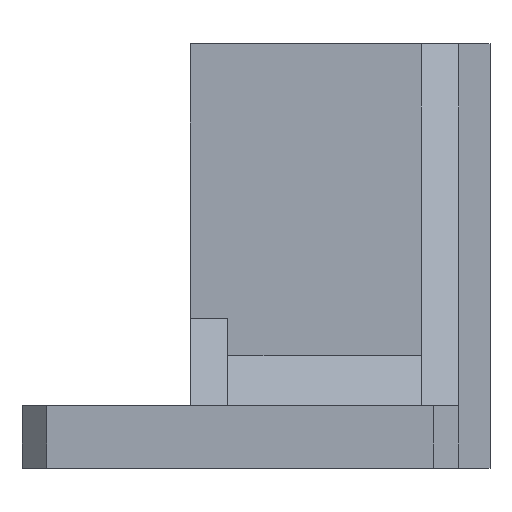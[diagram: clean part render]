
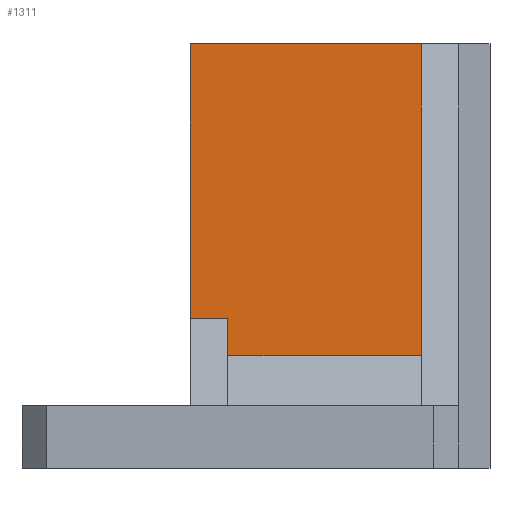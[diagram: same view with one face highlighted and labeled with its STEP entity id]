
A CAD part, front view. The second image highlights one B-rep face of the part: STEP entity #1311.
In plain terms, the highlighted planar face has unit normal (0, -1, 0).
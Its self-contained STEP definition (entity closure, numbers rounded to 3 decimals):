
#44 = PLANE('',#45);
#45 = AXIS2_PLACEMENT_3D('',#46,#47,#48);
#46 = CARTESIAN_POINT('',(14.5,-33.,5.));
#47 = DIRECTION('',(-1.,0.,0.));
#48 = DIRECTION('',(0.,0.,-1.));
#296 = PLANE('',#297);
#297 = AXIS2_PLACEMENT_3D('',#298,#299,#300);
#298 = CARTESIAN_POINT('',(-4.,-4.,5.));
#299 = DIRECTION('',(1.,0.,0.));
#300 = DIRECTION('',(0.,0.,1.));
#324 = PLANE('',#325);
#325 = AXIS2_PLACEMENT_3D('',#326,#327,#328);
#326 = CARTESIAN_POINT('',(-4.,-4.,12.));
#327 = DIRECTION('',(0.,0.707,-0.707));
#328 = DIRECTION('',(0.,-0.707,-0.707));
#352 = PLANE('',#353);
#353 = AXIS2_PLACEMENT_3D('',#354,#355,#356);
#354 = CARTESIAN_POINT('',(-1.,-4.,5.));
#355 = DIRECTION('',(1.,0.,0.));
#356 = DIRECTION('',(0.,0.,1.));
#378 = PLANE('',#379);
#379 = AXIS2_PLACEMENT_3D('',#380,#381,#382);
#380 = CARTESIAN_POINT('',(14.5,-6.,7.));
#381 = DIRECTION('',(0.,0.707,-0.707)
  );
#382 = DIRECTION('',(-1.,0.,0.));
#519 = VERTEX_POINT('',#520);
#520 = CARTESIAN_POINT('',(14.5,-4.,34.));
#541 = EDGE_CURVE('',#542,#519,#544,.T.);
#542 = VERTEX_POINT('',#543);
#543 = CARTESIAN_POINT('',(14.5,-4.,9.));
#544 = SURFACE_CURVE('',#545,(#549,#556),.PCURVE_S1.);
#545 = LINE('',#546,#547);
#546 = CARTESIAN_POINT('',(14.5,-4.,5.));
#547 = VECTOR('',#548,1.);
#548 = DIRECTION('',(0.,0.,1.));
#549 = PCURVE('',#44,#550);
#550 = DEFINITIONAL_REPRESENTATION('',(#551),#555);
#551 = LINE('',#552,#553);
#552 = CARTESIAN_POINT('',(0.,-29.));
#553 = VECTOR('',#554,1.);
#554 = DIRECTION('',(-1.,-0.));
#555 = ( GEOMETRIC_REPRESENTATION_CONTEXT(2) 
PARAMETRIC_REPRESENTATION_CONTEXT() REPRESENTATION_CONTEXT('2D SPACE',''
  ) );
#556 = PCURVE('',#557,#562);
#557 = PLANE('',#558);
#558 = AXIS2_PLACEMENT_3D('',#559,#560,#561);
#559 = CARTESIAN_POINT('',(0.,-4.,0.));
#560 = DIRECTION('',(0.,1.,0.));
#561 = DIRECTION('',(0.,0.,1.));
#562 = DEFINITIONAL_REPRESENTATION('',(#563),#567);
#563 = LINE('',#564,#565);
#564 = CARTESIAN_POINT('',(5.,14.5));
#565 = VECTOR('',#566,1.);
#566 = DIRECTION('',(1.,0.));
#567 = ( GEOMETRIC_REPRESENTATION_CONTEXT(2) 
PARAMETRIC_REPRESENTATION_CONTEXT() REPRESENTATION_CONTEXT('2D SPACE',''
  ) );
#596 = VERTEX_POINT('',#597);
#597 = CARTESIAN_POINT('',(-1.,-4.,9.));
#618 = EDGE_CURVE('',#542,#596,#619,.T.);
#619 = SURFACE_CURVE('',#620,(#624,#631),.PCURVE_S1.);
#620 = LINE('',#621,#622);
#621 = CARTESIAN_POINT('',(14.5,-4.,9.));
#622 = VECTOR('',#623,1.);
#623 = DIRECTION('',(-1.,0.,0.));
#624 = PCURVE('',#378,#625);
#625 = DEFINITIONAL_REPRESENTATION('',(#626),#630);
#626 = LINE('',#627,#628);
#627 = CARTESIAN_POINT('',(0.,2.828));
#628 = VECTOR('',#629,1.);
#629 = DIRECTION('',(1.,0.));
#630 = ( GEOMETRIC_REPRESENTATION_CONTEXT(2) 
PARAMETRIC_REPRESENTATION_CONTEXT() REPRESENTATION_CONTEXT('2D SPACE',''
  ) );
#631 = PCURVE('',#557,#632);
#632 = DEFINITIONAL_REPRESENTATION('',(#633),#637);
#633 = LINE('',#634,#635);
#634 = CARTESIAN_POINT('',(9.,14.5));
#635 = VECTOR('',#636,1.);
#636 = DIRECTION('',(0.,-1.));
#637 = ( GEOMETRIC_REPRESENTATION_CONTEXT(2) 
PARAMETRIC_REPRESENTATION_CONTEXT() REPRESENTATION_CONTEXT('2D SPACE',''
  ) );
#658 = PLANE('',#659);
#659 = AXIS2_PLACEMENT_3D('',#660,#661,#662);
#660 = CARTESIAN_POINT('',(-4.,-4.,34.));
#661 = DIRECTION('',(0.,0.,1.));
#662 = DIRECTION('',(1.,0.,0.));
#698 = EDGE_CURVE('',#699,#596,#701,.T.);
#699 = VERTEX_POINT('',#700);
#700 = CARTESIAN_POINT('',(-1.,-4.,12.));
#701 = SURFACE_CURVE('',#702,(#706,#713),.PCURVE_S1.);
#702 = LINE('',#703,#704);
#703 = CARTESIAN_POINT('',(-1.,-4.,12.));
#704 = VECTOR('',#705,1.);
#705 = DIRECTION('',(0.,0.,-1.));
#706 = PCURVE('',#352,#707);
#707 = DEFINITIONAL_REPRESENTATION('',(#708),#712);
#708 = LINE('',#709,#710);
#709 = CARTESIAN_POINT('',(7.,0.));
#710 = VECTOR('',#711,1.);
#711 = DIRECTION('',(-1.,0.));
#712 = ( GEOMETRIC_REPRESENTATION_CONTEXT(2) 
PARAMETRIC_REPRESENTATION_CONTEXT() REPRESENTATION_CONTEXT('2D SPACE',''
  ) );
#713 = PCURVE('',#557,#714);
#714 = DEFINITIONAL_REPRESENTATION('',(#715),#719);
#715 = LINE('',#716,#717);
#716 = CARTESIAN_POINT('',(12.,-1.));
#717 = VECTOR('',#718,1.);
#718 = DIRECTION('',(-1.,0.));
#719 = ( GEOMETRIC_REPRESENTATION_CONTEXT(2) 
PARAMETRIC_REPRESENTATION_CONTEXT() REPRESENTATION_CONTEXT('2D SPACE',''
  ) );
#745 = EDGE_CURVE('',#746,#699,#748,.T.);
#746 = VERTEX_POINT('',#747);
#747 = CARTESIAN_POINT('',(-4.,-4.,12.));
#748 = SURFACE_CURVE('',#749,(#753,#760),.PCURVE_S1.);
#749 = LINE('',#750,#751);
#750 = CARTESIAN_POINT('',(-4.,-4.,12.));
#751 = VECTOR('',#752,1.);
#752 = DIRECTION('',(1.,0.,0.));
#753 = PCURVE('',#324,#754);
#754 = DEFINITIONAL_REPRESENTATION('',(#755),#759);
#755 = LINE('',#756,#757);
#756 = CARTESIAN_POINT('',(0.,0.));
#757 = VECTOR('',#758,1.);
#758 = DIRECTION('',(0.,-1.));
#759 = ( GEOMETRIC_REPRESENTATION_CONTEXT(2) 
PARAMETRIC_REPRESENTATION_CONTEXT() REPRESENTATION_CONTEXT('2D SPACE',''
  ) );
#760 = PCURVE('',#557,#761);
#761 = DEFINITIONAL_REPRESENTATION('',(#762),#766);
#762 = LINE('',#763,#764);
#763 = CARTESIAN_POINT('',(12.,-4.));
#764 = VECTOR('',#765,1.);
#765 = DIRECTION('',(0.,1.));
#766 = ( GEOMETRIC_REPRESENTATION_CONTEXT(2) 
PARAMETRIC_REPRESENTATION_CONTEXT() REPRESENTATION_CONTEXT('2D SPACE',''
  ) );
#1311 = ADVANCED_FACE('',(#1312),#557,.F.);
#1312 = FACE_BOUND('',#1313,.F.);
#1313 = EDGE_LOOP('',(#1314,#1315,#1316,#1317,#1318,#1341));
#1314 = ORIENTED_EDGE('',*,*,#541,.F.);
#1315 = ORIENTED_EDGE('',*,*,#618,.T.);
#1316 = ORIENTED_EDGE('',*,*,#698,.F.);
#1317 = ORIENTED_EDGE('',*,*,#745,.F.);
#1318 = ORIENTED_EDGE('',*,*,#1319,.T.);
#1319 = EDGE_CURVE('',#746,#1320,#1322,.T.);
#1320 = VERTEX_POINT('',#1321);
#1321 = CARTESIAN_POINT('',(-4.,-4.,34.));
#1322 = SURFACE_CURVE('',#1323,(#1327,#1334),.PCURVE_S1.);
#1323 = LINE('',#1324,#1325);
#1324 = CARTESIAN_POINT('',(-4.,-4.,0.));
#1325 = VECTOR('',#1326,1.);
#1326 = DIRECTION('',(0.,0.,1.));
#1327 = PCURVE('',#557,#1328);
#1328 = DEFINITIONAL_REPRESENTATION('',(#1329),#1333);
#1329 = LINE('',#1330,#1331);
#1330 = CARTESIAN_POINT('',(0.,-4.));
#1331 = VECTOR('',#1332,1.);
#1332 = DIRECTION('',(1.,0.));
#1333 = ( GEOMETRIC_REPRESENTATION_CONTEXT(2) 
PARAMETRIC_REPRESENTATION_CONTEXT() REPRESENTATION_CONTEXT('2D SPACE',''
  ) );
#1334 = PCURVE('',#296,#1335);
#1335 = DEFINITIONAL_REPRESENTATION('',(#1336),#1340);
#1336 = LINE('',#1337,#1338);
#1337 = CARTESIAN_POINT('',(-5.,0.));
#1338 = VECTOR('',#1339,1.);
#1339 = DIRECTION('',(1.,0.));
#1340 = ( GEOMETRIC_REPRESENTATION_CONTEXT(2) 
PARAMETRIC_REPRESENTATION_CONTEXT() REPRESENTATION_CONTEXT('2D SPACE',''
  ) );
#1341 = ORIENTED_EDGE('',*,*,#1342,.F.);
#1342 = EDGE_CURVE('',#519,#1320,#1343,.T.);
#1343 = SURFACE_CURVE('',#1344,(#1348,#1355),.PCURVE_S1.);
#1344 = LINE('',#1345,#1346);
#1345 = CARTESIAN_POINT('',(0.,-4.,34.));
#1346 = VECTOR('',#1347,1.);
#1347 = DIRECTION('',(-1.,0.,0.));
#1348 = PCURVE('',#557,#1349);
#1349 = DEFINITIONAL_REPRESENTATION('',(#1350),#1354);
#1350 = LINE('',#1351,#1352);
#1351 = CARTESIAN_POINT('',(34.,0.));
#1352 = VECTOR('',#1353,1.);
#1353 = DIRECTION('',(0.,-1.));
#1354 = ( GEOMETRIC_REPRESENTATION_CONTEXT(2) 
PARAMETRIC_REPRESENTATION_CONTEXT() REPRESENTATION_CONTEXT('2D SPACE',''
  ) );
#1355 = PCURVE('',#658,#1356);
#1356 = DEFINITIONAL_REPRESENTATION('',(#1357),#1361);
#1357 = LINE('',#1358,#1359);
#1358 = CARTESIAN_POINT('',(4.,0.));
#1359 = VECTOR('',#1360,1.);
#1360 = DIRECTION('',(-1.,0.));
#1361 = ( GEOMETRIC_REPRESENTATION_CONTEXT(2) 
PARAMETRIC_REPRESENTATION_CONTEXT() REPRESENTATION_CONTEXT('2D SPACE',''
  ) );
